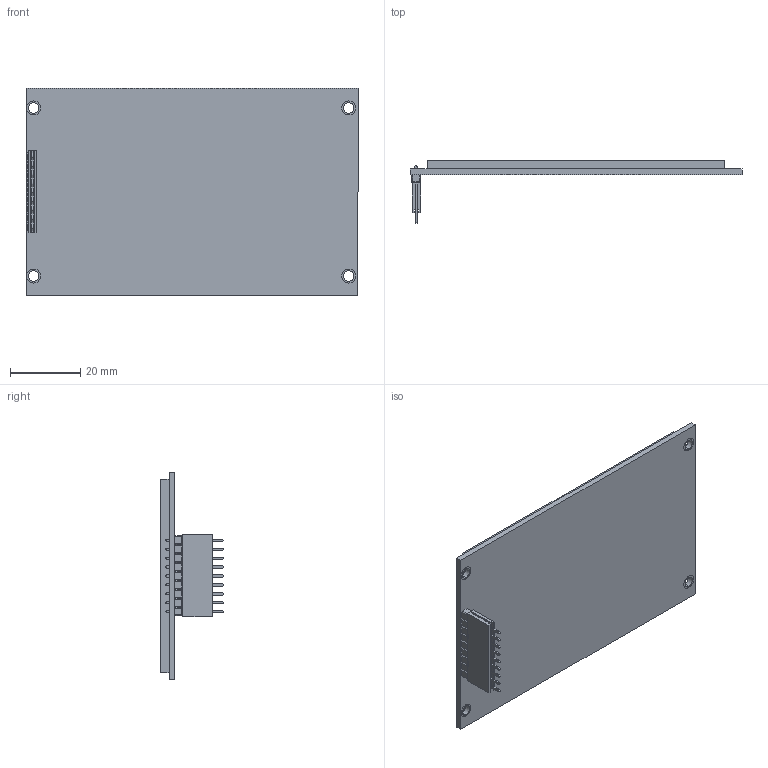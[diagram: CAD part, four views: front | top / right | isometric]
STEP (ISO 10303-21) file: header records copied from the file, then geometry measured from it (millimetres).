
FILE_DESCRIPTION (( 'STEP AP214' ), '1' );
FILE_NAME ('ST7789SModule.STEP', '2026-02-15T20:01:15', ( '' ), ( '' ), 'SwSTEP 2.0', 'SolidWorks 2024', '' );
FILE_SCHEMA (( 'AUTOMOTIVE_DESIGN' ));
Length unit declared in the file: millimetre
Products named in the file (1): ST7789SModule
Bounding box: 94.84 x 17.89 x 59.15 mm (x, y, z)
Volume: 18999.6 mm3; surface area: 14356.6 mm2
Topology: 30 solids, 30 shells, 762 faces, 1878 edges, 1204 vertices
Faces by surface type: plane 648, cylinder 96, bspline 18
Entity records: 31064 total; most frequent: CARTESIAN_POINT 4223, ORIENTED_EDGE 3756, DIRECTION 3524, EDGE_CURVE 1878, LINE 1650, VECTOR 1650, VERTEX_POINT 1204, AXIS2_PLACEMENT_3D 937
